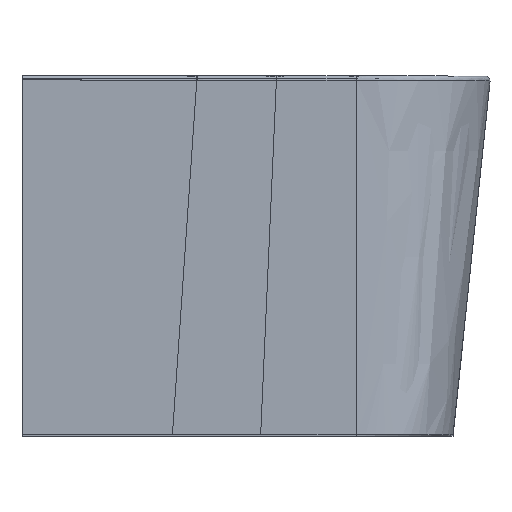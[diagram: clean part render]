
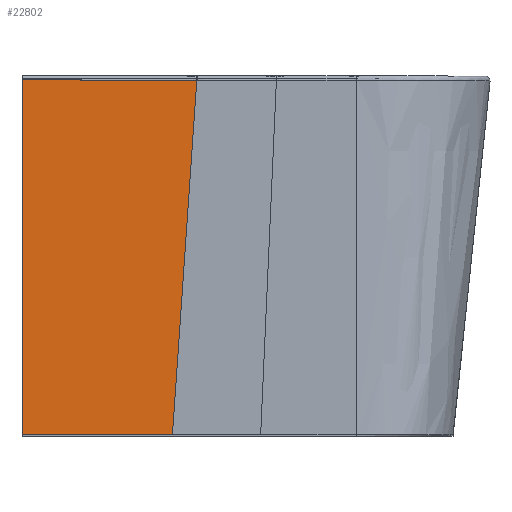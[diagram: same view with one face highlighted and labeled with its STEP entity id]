
A CAD part, top view. The second image highlights one B-rep face of the part: STEP entity #22802.
In plain terms, the highlighted free-form (B-spline) face has degree [5, 7] with [6, 9] control points.
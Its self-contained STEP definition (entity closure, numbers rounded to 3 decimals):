
#5710=CARTESIAN_POINT('',(-375.,-7.,
850.));
#5711=CARTESIAN_POINT('',(-370.718,-7.016,
850.));
#5712=CARTESIAN_POINT('',(-362.291,-7.04,
849.999));
#5713=CARTESIAN_POINT('',(-350.1,-7.062,
849.999));
#5714=CARTESIAN_POINT('',(-338.194,-7.074,
849.999));
#5715=CARTESIAN_POINT('',(-326.482,-7.08,
850.));
#5716=CARTESIAN_POINT('',(-314.848,-7.083,
850.));
#5717=CARTESIAN_POINT('',(-303.201,-7.085,
850.001));
#5718=CARTESIAN_POINT('',(-291.488,-7.088,
850.001));
#5719=CARTESIAN_POINT('',(-279.719,-7.093,
850.001));
#5720=CARTESIAN_POINT('',(-267.964,-7.103,
850.001));
#5721=CARTESIAN_POINT('',(-256.292,-7.118,
850.001));
#5722=CARTESIAN_POINT('',(-244.721,-7.139,
850.001));
#5723=CARTESIAN_POINT('',(-233.242,-7.165,
850.001));
#5724=CARTESIAN_POINT('',(-221.881,-7.198,
850.));
#5725=CARTESIAN_POINT('',(-210.686,-7.236,
850.));
#5726=CARTESIAN_POINT('',(-199.68,-7.279,
850.));
#5727=CARTESIAN_POINT('',(-188.843,-7.325,
850.));
#5728=CARTESIAN_POINT('',(-178.138,-7.374,
850.));
#5729=CARTESIAN_POINT('',(-167.498,-7.424,
850.));
#5730=CARTESIAN_POINT('',(-156.819,-7.475,
850.));
#5731=CARTESIAN_POINT('',(-145.927,-7.524,
850.));
#5732=CARTESIAN_POINT('',(-134.698,-7.569,
850.));
#5733=CARTESIAN_POINT('',(-122.729,-7.608,
850.));
#5734=CARTESIAN_POINT('',(-109.783,-7.634,
850.));
#5735=CARTESIAN_POINT('',(-100.257,-7.634,
850.));
#5736=CARTESIAN_POINT('',(-95.305,-7.626,850.));
#5738=DIRECTION('',(1.,0.,0.));
#5739=VECTOR('',#5738,240.75);
#5740=CARTESIAN_POINT('',(-375.,-575.,
850.));
#5741=LINE('',#5740,#5739);
#5742=DIRECTION('',(0.,-1.,0.));
#5743=VECTOR('',#5742,568.);
#5744=CARTESIAN_POINT('',(-375.,-7.,
850.));
#5745=LINE('',#5744,#5743);
#5768=DIRECTION('',(-0.068,-0.998,0.));
#5769=VECTOR('',#5768,568.709);
#5770=CARTESIAN_POINT('',(-95.305,-7.626,850.));
#5771=LINE('',#5770,#5769);
#7595=CARTESIAN_POINT('',(-375.,-575.,
850.));
#7596=CARTESIAN_POINT('',(-134.25,-575.,850.));
#7597=VERTEX_POINT('',#7595);
#7598=VERTEX_POINT('',#7596);
#7643=CARTESIAN_POINT('',(-95.305,-7.626,850.));
#7644=VERTEX_POINT('',#7643);
#7645=VERTEX_POINT('',#5710);
#22739=CARTESIAN_POINT('',(-377.02,-586.36,
850.));
#22740=CARTESIAN_POINT('',(-357.264,-586.36,
850.));
#22741=CARTESIAN_POINT('',(-324.416,-586.36,
850.));
#22742=CARTESIAN_POINT('',(-290.697,-586.36,
850.));
#22743=CARTESIAN_POINT('',(-256.106,-586.36,
850.));
#22744=CARTESIAN_POINT('',(-220.731,-586.36,
850.));
#22745=CARTESIAN_POINT('',(-184.45,-586.36,
850.));
#22746=CARTESIAN_POINT('',(-147.225,-586.36,
850.));
#22747=CARTESIAN_POINT('',(-132.618,-586.36,
850.));
#22748=CARTESIAN_POINT('',(-377.178,-468.216,
850.));
#22749=CARTESIAN_POINT('',(-355.872,-468.217,
850.));
#22750=CARTESIAN_POINT('',(-320.781,-468.214,
850.));
#22751=CARTESIAN_POINT('',(-285.257,-468.217,
850.001));
#22752=CARTESIAN_POINT('',(-249.375,-468.216,
849.999));
#22753=CARTESIAN_POINT('',(-213.071,-468.215,
850.));
#22754=CARTESIAN_POINT('',(-176.282,-468.216,
850.));
#22755=CARTESIAN_POINT('',(-139.05,-468.216,
850.));
#22756=CARTESIAN_POINT('',(-124.52,-468.216,
850.));
#22757=CARTESIAN_POINT('',(-377.335,-350.072,
850.));
#22758=CARTESIAN_POINT('',(-354.48,-350.074,
849.999));
#22759=CARTESIAN_POINT('',(-317.147,-350.069,
850.));
#22760=CARTESIAN_POINT('',(-279.817,-350.075,
850.003));
#22761=CARTESIAN_POINT('',(-242.645,-350.073,
849.999));
#22762=CARTESIAN_POINT('',(-205.411,-350.07,
850.));
#22763=CARTESIAN_POINT('',(-168.113,-350.072,
850.));
#22764=CARTESIAN_POINT('',(-130.875,-350.073,
850.));
#22765=CARTESIAN_POINT('',(-116.423,-350.072,
850.));
#22766=CARTESIAN_POINT('',(-377.493,-231.928,
850.));
#22767=CARTESIAN_POINT('',(-353.087,-231.93,
849.999));
#22768=CARTESIAN_POINT('',(-313.512,-231.923,
850.));
#22769=CARTESIAN_POINT('',(-274.377,-231.932,
850.004));
#22770=CARTESIAN_POINT('',(-235.914,-231.929,
849.998));
#22771=CARTESIAN_POINT('',(-197.75,-231.925,
850.));
#22772=CARTESIAN_POINT('',(-159.945,-231.928,
850.));
#22773=CARTESIAN_POINT('',(-122.7,-231.929,
850.));
#22774=CARTESIAN_POINT('',(-108.325,-231.928,
850.));
#22775=CARTESIAN_POINT('',(-377.65,-113.784,
850.));
#22776=CARTESIAN_POINT('',(-351.695,-113.787,
849.998));
#22777=CARTESIAN_POINT('',(-309.877,-113.777,
850.001));
#22778=CARTESIAN_POINT('',(-268.937,-113.79,
850.005));
#22779=CARTESIAN_POINT('',(-229.183,-113.786,
849.998));
#22780=CARTESIAN_POINT('',(-190.09,-113.781,
850.));
#22781=CARTESIAN_POINT('',(-151.777,-113.784,
850.));
#22782=CARTESIAN_POINT('',(-114.524,-113.785,
850.));
#22783=CARTESIAN_POINT('',(-100.227,-113.784,
850.));
#22784=CARTESIAN_POINT('',(-377.808,4.36,
850.));
#22785=CARTESIAN_POINT('',(-350.303,4.356,
849.998));
#22786=CARTESIAN_POINT('',(-306.243,4.369,
850.001));
#22787=CARTESIAN_POINT('',(-263.497,4.353,
850.007));
#22788=CARTESIAN_POINT('',(-222.453,4.358,
849.997));
#22789=CARTESIAN_POINT('',(-182.43,4.364,
850.));
#22790=CARTESIAN_POINT('',(-143.609,4.36,
850.));
#22791=CARTESIAN_POINT('',(-106.349,4.358,
850.));
#22792=CARTESIAN_POINT('',(-92.13,4.36,
850.));
#22793=B_SPLINE_SURFACE_WITH_KNOTS('',5,7,((#22739,#22740,#22741,#22742,#22743,
#22744,#22745,#22746,#22747),(#22748,#22749,#22750,#22751,#22752,#22753,#22754,
#22755,#22756),(#22757,#22758,#22759,#22760,#22761,#22762,#22763,#22764,#22765),
(#22766,#22767,#22768,#22769,#22770,#22771,#22772,#22773,#22774),(#22775,#22776,
#22777,#22778,#22779,#22780,#22781,#22782,#22783),(#22784,#22785,#22786,#22787,
#22788,#22789,#22790,#22791,#22792)),.UNSPECIFIED.,.F.,.F.,.F.,(6,6),(8,1,8),(
-0.02,1.008),(-0.004,0.299,
0.491),.UNSPECIFIED.);
#22794=ORIENTED_EDGE('',*,*,#15970,.T.);
#22796=ORIENTED_EDGE('',*,*,#22795,.T.);
#22798=ORIENTED_EDGE('',*,*,#22797,.F.);
#22799=ORIENTED_EDGE('',*,*,#22730,.F.);
#22800=EDGE_LOOP('',(#22794,#22796,#22798,#22799));
#22801=FACE_OUTER_BOUND('',#22800,.F.);
#5737=B_SPLINE_CURVE_WITH_KNOTS('',3,(#5710,#5711,#5712,#5713,#5714,#5715,#5716,
#5717,#5718,#5719,#5720,#5721,#5722,#5723,#5724,#5725,#5726,#5727,#5728,#5729,
#5730,#5731,#5732,#5733,#5734,#5735,#5736),.UNSPECIFIED.,.F.,.F.,(4,1,1,1,1,1,1,
1,1,1,1,1,1,1,1,1,1,1,1,1,1,1,1,1,4),(0.,0.042,0.083,
0.125,0.167,0.208,0.25,0.292,
0.333,0.375,0.417,0.458,0.5,
0.542,0.583,0.625,0.667,0.708,
0.75,0.792,0.833,0.875,0.917,
0.958,1.),.UNSPECIFIED.);
#15970=EDGE_CURVE('',#7645,#7644,#5737,.T.);
#22730=EDGE_CURVE('',#7645,#7597,#5745,.T.);
#22795=EDGE_CURVE('',#7644,#7598,#5771,.T.);
#22797=EDGE_CURVE('',#7597,#7598,#5741,.T.);
#22802=ADVANCED_FACE('',(#22801),#22793,.F.);
